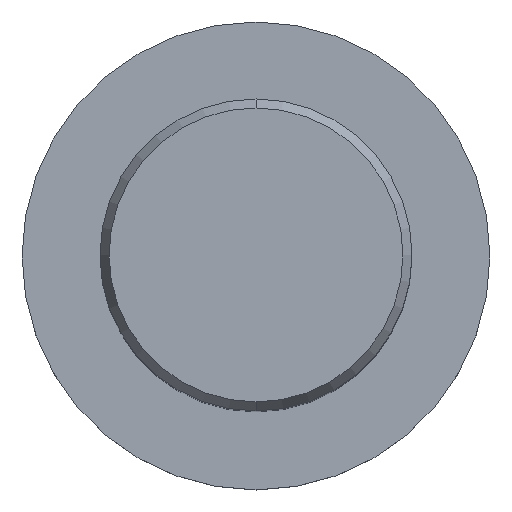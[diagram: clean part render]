
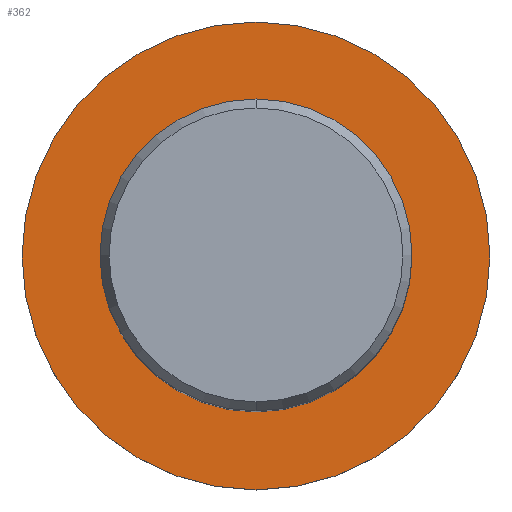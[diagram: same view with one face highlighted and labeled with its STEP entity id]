
A CAD part, top view. The second image highlights one B-rep face of the part: STEP entity #362.
In plain terms, the highlighted planar face has unit normal (0, 0, 1).
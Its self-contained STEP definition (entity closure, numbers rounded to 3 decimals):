
#222=VERTEX_POINT('',#557);
#232=EDGE_CURVE('',#310,#222,#568,.T.);
#310=VERTEX_POINT('',#650);
#312=EDGE_CURVE('',#222,#310,#652,.T.);
#338=VERTEX_POINT('',#682);
#348=EDGE_CURVE('',#370,#338,#694,.T.);
#362=ADVANCED_FACE('',(#709,#710),#711,.T.);
#370=VERTEX_POINT('',#719);
#372=EDGE_CURVE('',#338,#370,#721,.T.);
#557=CARTESIAN_POINT('',(0.0,24.0,-60.0));
#568=CIRCLE('',#999,24.0);
#650=CARTESIAN_POINT('',(0.,-24.0,-60.0));
#652=CIRCLE('',#1187,24.0);
#682=CARTESIAN_POINT('',(0.0,16.0,-60.0));
#694=CIRCLE('',#1270,16.0);
#709=FACE_BOUND('',#1289,.T.);
#710=FACE_OUTER_BOUND('',#1290,.T.);
#711=PLANE('',#1291);
#719=CARTESIAN_POINT('',(0.,-16.0,-60.0));
#721=CIRCLE('',#1328,16.0);
#999=AXIS2_PLACEMENT_3D('',#1633,#1634,#1635);
#1187=AXIS2_PLACEMENT_3D('',#1715,#1716,#1717);
#1270=AXIS2_PLACEMENT_3D('',#1783,#1784,#1785);
#1289=EDGE_LOOP('',(#1801,#1802));
#1290=EDGE_LOOP('',(#1803,#1804));
#1291=AXIS2_PLACEMENT_3D('',#1805,#1806,#1807);
#1328=AXIS2_PLACEMENT_3D('',#1814,#1815,#1816);
#1633=CARTESIAN_POINT('',(0.0,0.0,-60.0));
#1634=DIRECTION('',(0.0,0.0,-1.0));
#1635=DIRECTION('',(0.0,1.0,0.0));
#1715=CARTESIAN_POINT('',(0.0,0.0,-60.0));
#1716=DIRECTION('',(0.0,0.0,-1.0));
#1717=DIRECTION('',(0.0,1.0,0.0));
#1783=CARTESIAN_POINT('',(0.0,0.0,-60.0));
#1784=DIRECTION('',(-0.0,0.0,-1.0));
#1785=DIRECTION('',(0.0,1.0,0.0));
#1801=ORIENTED_EDGE('',*,*,#372,.T.);
#1802=ORIENTED_EDGE('',*,*,#348,.T.);
#1803=ORIENTED_EDGE('',*,*,#312,.F.);
#1804=ORIENTED_EDGE('',*,*,#232,.F.);
#1805=CARTESIAN_POINT('',(0.0,12.0,-60.0));
#1806=DIRECTION('',(-0.0,0.0,1.0));
#1807=DIRECTION('',(0.0,-1.0,0.0));
#1814=CARTESIAN_POINT('',(0.0,0.0,-60.0));
#1815=DIRECTION('',(-0.0,0.0,-1.0));
#1816=DIRECTION('',(0.0,1.0,0.0));
